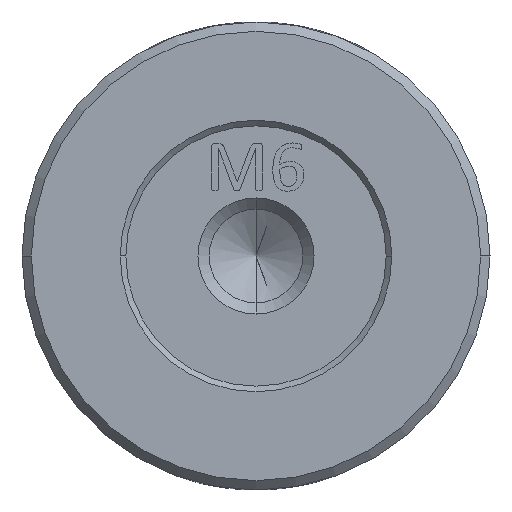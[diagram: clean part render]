
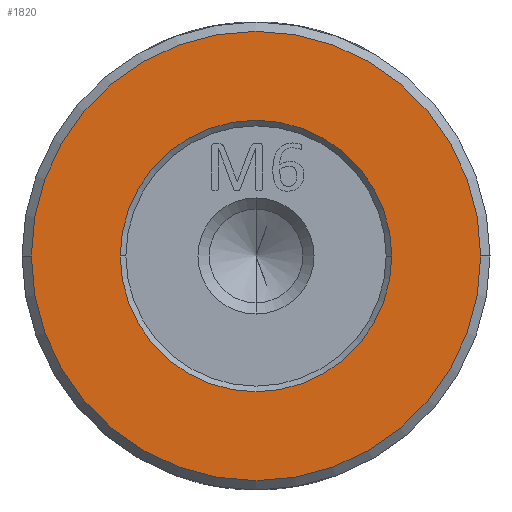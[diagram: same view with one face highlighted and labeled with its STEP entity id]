
A CAD part, left-side view. The second image highlights one B-rep face of the part: STEP entity #1820.
In plain terms, the highlighted planar face has unit normal (-1, 0, 0).
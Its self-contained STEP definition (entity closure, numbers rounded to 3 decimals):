
#40 = CIRCLE ( 'NONE', #6599, 12. ) ;
#202 = AXIS2_PLACEMENT_3D ( 'NONE', #1239, #12133, #10925 ) ;
#304 = VERTEX_POINT ( 'NONE', #4628 ) ;
#558 = EDGE_CURVE ( 'NONE', #13511, #9773, #4414, .T. ) ;
#969 = DIRECTION ( 'NONE',  ( 0., -1., 0. ) ) ;
#1239 = CARTESIAN_POINT ( 'NONE',  ( -27.982, 8.539, 2.763 ) ) ;
#1578 = DIRECTION ( 'NONE',  ( -1., 0., 0. ) ) ;
#1820 = ADVANCED_FACE ( 'NONE', ( #13486, #6055 ), #3796, .T. ) ;
#1960 = CIRCLE ( 'NONE', #13029, 12. ) ;
#2103 = EDGE_CURVE ( 'NONE', #9773, #13511, #2692, .T. ) ;
#2692 = CIRCLE ( 'NONE', #202, 7.25 ) ;
#2871 = ORIENTED_EDGE ( 'NONE', *, *, #2103, .T. ) ;
#3346 = CARTESIAN_POINT ( 'NONE',  ( -27.982, 8.539, 2.763 ) ) ;
#3796 = PLANE ( 'NONE',  #9703 ) ;
#3839 = ORIENTED_EDGE ( 'NONE', *, *, #558, .T. ) ;
#4414 = CIRCLE ( 'NONE', #13460, 7.25 ) ;
#4426 = CARTESIAN_POINT ( 'NONE',  ( -27.982, 8.539, 2.763 ) ) ;
#4564 = EDGE_CURVE ( 'NONE', #304, #13364, #1960, .T. ) ;
#4628 = CARTESIAN_POINT ( 'NONE',  ( -27.982, -3.461, 2.763 ) ) ;
#5112 = DIRECTION ( 'NONE',  ( 1., 0., 0. ) ) ;
#5777 = ORIENTED_EDGE ( 'NONE', *, *, #4564, .T. ) ;
#6055 = FACE_OUTER_BOUND ( 'NONE', #6083, .T. ) ;
#6083 = EDGE_LOOP ( 'NONE', ( #7413, #5777 ) ) ;
#6599 = AXIS2_PLACEMENT_3D ( 'NONE', #3346, #1578, #9995 ) ;
#7413 = ORIENTED_EDGE ( 'NONE', *, *, #13870, .T. ) ;
#8184 = DIRECTION ( 'NONE',  ( 0., 1., 0. ) ) ;
#8254 = CARTESIAN_POINT ( 'NONE',  ( -27.982, 8.539, 2.763 ) ) ;
#8325 = EDGE_LOOP ( 'NONE', ( #3839, #2871 ) ) ;
#8518 = CARTESIAN_POINT ( 'NONE',  ( -27.982, 8.539, 2.763 ) ) ;
#8679 = DIRECTION ( 'NONE',  ( -1., 0., 0. ) ) ;
#8738 = CARTESIAN_POINT ( 'NONE',  ( -27.982, 1.289, 2.763 ) ) ;
#9703 = AXIS2_PLACEMENT_3D ( 'NONE', #8254, #10371, #8184 ) ;
#9773 = VERTEX_POINT ( 'NONE', #13437 ) ;
#9995 = DIRECTION ( 'NONE',  ( 0., -1., 0. ) ) ;
#10346 = DIRECTION ( 'NONE',  ( 0., -1., 0. ) ) ;
#10371 = DIRECTION ( 'NONE',  ( -1., 0., 0. ) ) ;
#10925 = DIRECTION ( 'NONE',  ( 0., -1., 0. ) ) ;
#12133 = DIRECTION ( 'NONE',  ( 1., 0., 0. ) ) ;
#12503 = CARTESIAN_POINT ( 'NONE',  ( -27.982, 20.539, 2.763 ) ) ;
#13029 = AXIS2_PLACEMENT_3D ( 'NONE', #4426, #8679, #969 ) ;
#13364 = VERTEX_POINT ( 'NONE', #12503 ) ;
#13437 = CARTESIAN_POINT ( 'NONE',  ( -27.982, 15.789, 2.763 ) ) ;
#13460 = AXIS2_PLACEMENT_3D ( 'NONE', #8518, #5112, #10346 ) ;
#13486 = FACE_BOUND ( 'NONE', #8325, .T. ) ;
#13511 = VERTEX_POINT ( 'NONE', #8738 ) ;
#13870 = EDGE_CURVE ( 'NONE', #13364, #304, #40, .T. ) ;
